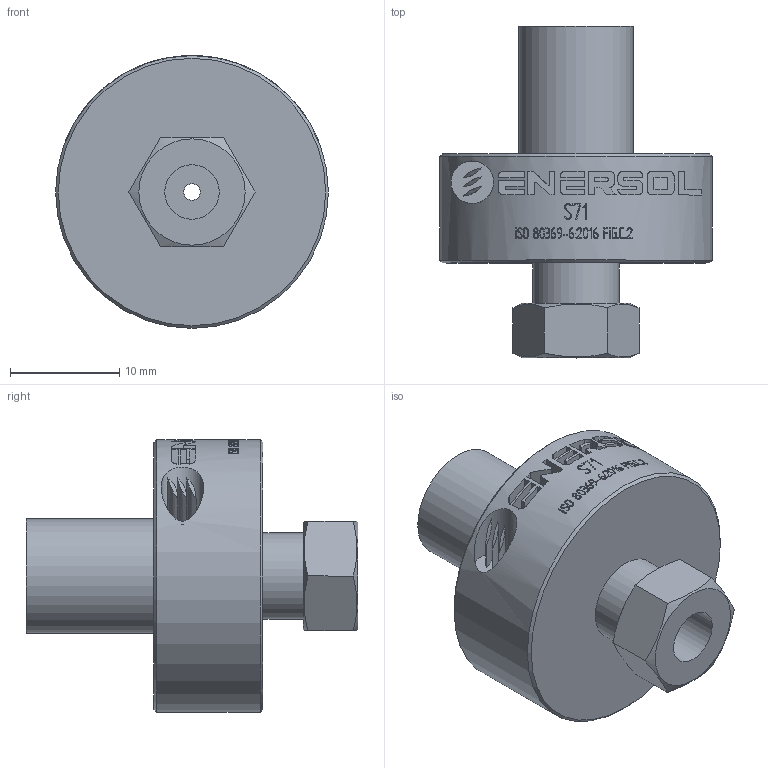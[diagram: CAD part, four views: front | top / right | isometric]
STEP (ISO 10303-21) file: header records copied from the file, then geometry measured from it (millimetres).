
FILE_DESCRIPTION(/* description */ ('Unknown'),/* implementation_level */ '2;1');
FILE_NAME(/* name */ 'Enersol ISO 80369-6-2016 FigC2 (S71)',/* time_stamp */ '2016-09-08T17:07:05+10:00',/* author */ ('Unknown'),/* organization */ ('Unknown'),/* preprocessor_version */ 'ST-DEVELOPER v16.7',/* originating_system */ 'DEX',/* authorisation */ $);
FILE_SCHEMA (('AUTOMOTIVE_DESIGN {1 0 10303 214 3 1 1}'));
Length unit declared in the file: millimetre
Products named in the file (1): Enersol ISO 80369-6-2016 FigC2 (S71)
Bounding box: 25 x 30.4 x 25 mm (x, y, z)
Volume: 5471 mm3; surface area: 4080.8 mm2
Topology: 1 solids, 1 shells, 323 faces, 796 edges, 531 vertices
Faces by surface type: plane 219, bspline 54, cylinder 45, cone 5
Full cylindrical faces by diameter (mm): 1.5 x1, 3.906 x1, 5 x1, 7 x1, 7.9 x1, 10.5 x1, 25 x1
Entity records: 11132 total; most frequent: CARTESIAN_POINT 3840, ORIENTED_EDGE 1542, DIRECTION 1304, EDGE_CURVE 771, VERTEX_POINT 526, LINE 488, VECTOR 488, AXIS2_PLACEMENT_3D 408
